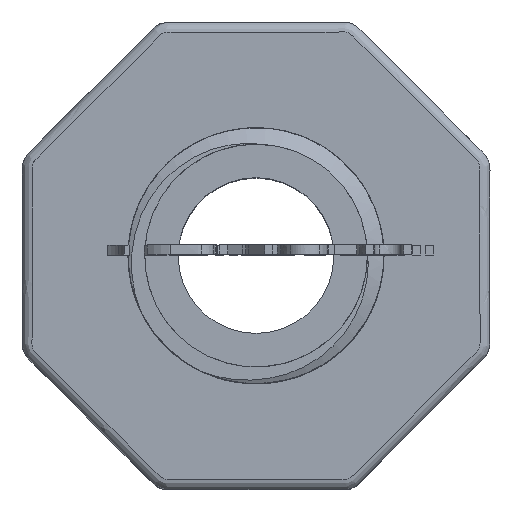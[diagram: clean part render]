
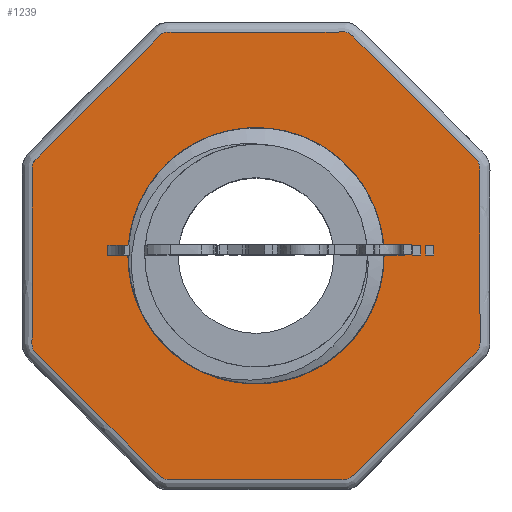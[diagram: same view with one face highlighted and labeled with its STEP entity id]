
A CAD part, top view. The second image highlights one B-rep face of the part: STEP entity #1239.
In plain terms, the highlighted planar face has unit normal (0, 0, 1).
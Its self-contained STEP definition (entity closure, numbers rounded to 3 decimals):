
#1239=ADVANCED_FACE('',(#1768,#1769),#1545,.F.);
#1545=PLANE('',#5403);
#1742=CIRCLE('',#5401,6.579);
#1743=CIRCLE('',#5402,5.723);
#1768=FACE_BOUND('',#1816,.T.);
#1769=FACE_BOUND('',#1817,.T.);
#1816=EDGE_LOOP('',(#2146));
#1817=EDGE_LOOP('',(#2147,#2148,#2149,#2150));
#2146=ORIENTED_EDGE('',*,*,#4108,.T.);
#2147=ORIENTED_EDGE('',*,*,#4109,.F.);
#2148=ORIENTED_EDGE('',*,*,#4110,.F.);
#2149=ORIENTED_EDGE('',*,*,#4111,.F.);
#2150=ORIENTED_EDGE('',*,*,#4112,.T.);
#3614=VERTEX_POINT('',#6504);
#3615=VERTEX_POINT('',#6511);
#3616=VERTEX_POINT('',#6512);
#3617=VERTEX_POINT('',#6514);
#3618=VERTEX_POINT('',#6521);
#4108=EDGE_CURVE('',#3614,#3614,#4842,.T.);
#4109=EDGE_CURVE('',#3615,#3616,#4843,.T.);
#4110=EDGE_CURVE('',#3617,#3615,#1742,.T.);
#4111=EDGE_CURVE('',#3618,#3617,#4844,.T.);
#4112=EDGE_CURVE('',#3618,#3616,#1743,.T.);
#4842=B_SPLINE_CURVE_WITH_KNOTS('',3,(#6440,#6441,#6442,#6443,#6444,#6445,
#6446,#6447,#6448,#6449,#6450,#6451,#6452,#6453,#6454,#6455,#6456,#6457,
#6458,#6459,#6460,#6461,#6462,#6463,#6464,#6465,#6466,#6467,#6468,#6469,
#6470,#6471,#6472,#6473,#6474,#6475,#6476,#6477,#6478,#6479,#6480,#6481,
#6482,#6483,#6484,#6485,#6486,#6487,#6488,#6489,#6490,#6491,#6492,#6493,
#6494,#6495,#6496,#6497,#6498,#6499,#6500,#6501,#6502,#6503),
 .UNSPECIFIED.,.T.,.F.,(2,2,1,1,2,2,2,1,1,2,2,2,1,1,2,2,1,1,2,2,2,1,1,1,
2,2,2,1,1,1,2,2,1,1,1,2,2,2,1,1,1,2,2,1,1),(-0.008,0.,0.063,
0.094,0.109,0.117,0.125,
0.188,0.219,0.234,0.242,0.25,
0.313,0.344,0.359,0.367,
0.375,0.438,0.469,0.484,
0.492,0.5,0.563,0.594,
0.602,0.609,0.617,0.625,
0.688,0.719,0.734,0.742,
0.75,0.813,0.844,0.859,
0.867,0.875,0.938,0.969,
0.984,0.992,1.,1.063,1.094),
 .UNSPECIFIED.);
#4843=B_SPLINE_CURVE_WITH_KNOTS('',3,(#6505,#6506,#6507,#6508,#6509,#6510),
 .UNSPECIFIED.,.F.,.F.,(4,2,4),(0.,0.5,1.),.UNSPECIFIED.);
#4844=B_SPLINE_CURVE_WITH_KNOTS('',3,(#6515,#6516,#6517,#6518,#6519,#6520),
 .UNSPECIFIED.,.F.,.F.,(4,2,4),(0.,0.5,1.),.UNSPECIFIED.);
#5401=AXIS2_PLACEMENT_3D('',#6513,#5638,#5639);
#5402=AXIS2_PLACEMENT_3D('',#6522,#5640,#5641);
#5403=AXIS2_PLACEMENT_3D('',#6523,#5642,#5643);
#5638=DIRECTION('',(0.,0.,1.));
#5639=DIRECTION('',(1.,0.,0.));
#5640=DIRECTION('',(0.,0.,-1.));
#5641=DIRECTION('',(-1.,0.,0.));
#5642=DIRECTION('',(0.,0.,-1.));
#5643=DIRECTION('',(-1.,0.,0.));
#6440=CARTESIAN_POINT('',(425.794,1172.355,-4.));
#6441=CARTESIAN_POINT('',(424.505,1171.066,-4.));
#6442=CARTESIAN_POINT('',(422.787,1169.348,-4.));
#6443=CARTESIAN_POINT('',(420.781,1167.342,-4.));
#6444=CARTESIAN_POINT('',(419.922,1166.483,-4.));
#6445=CARTESIAN_POINT('',(419.492,1166.053,-4.));
#6446=CARTESIAN_POINT('',(419.348,1165.911,-4.));
#6447=CARTESIAN_POINT('',(419.063,1165.623,-4.));
#6448=CARTESIAN_POINT('',(419.061,1165.404,-4.));
#6449=CARTESIAN_POINT('',(419.061,1163.582,-4.));
#6450=CARTESIAN_POINT('',(419.061,1161.153,-4.));
#6451=CARTESIAN_POINT('',(419.061,1158.319,-4.));
#6452=CARTESIAN_POINT('',(419.061,1157.104,-4.));
#6453=CARTESIAN_POINT('',(419.061,1156.497,-4.));
#6454=CARTESIAN_POINT('',(419.022,1156.283,-4.));
#6455=CARTESIAN_POINT('',(419.187,1155.913,-4.));
#6456=CARTESIAN_POINT('',(419.366,1155.79,-4.));
#6457=CARTESIAN_POINT('',(420.664,1154.492,-4.));
#6458=CARTESIAN_POINT('',(422.394,1152.762,-4.));
#6459=CARTESIAN_POINT('',(424.413,1150.743,-4.));
#6460=CARTESIAN_POINT('',(425.278,1149.878,-4.));
#6461=CARTESIAN_POINT('',(425.711,1149.446,-4.));
#6462=CARTESIAN_POINT('',(425.904,1149.359,-4.));
#6463=CARTESIAN_POINT('',(426.306,1149.359,-4.));
#6464=CARTESIAN_POINT('',(428.11,1149.359,-4.));
#6465=CARTESIAN_POINT('',(430.717,1149.359,-4.));
#6466=CARTESIAN_POINT('',(433.123,1149.359,-4.));
#6467=CARTESIAN_POINT('',(434.327,1149.359,-4.));
#6468=CARTESIAN_POINT('',(434.728,1149.35,-4.));
#6469=CARTESIAN_POINT('',(435.329,1149.363,-4.));
#6470=CARTESIAN_POINT('',(435.487,1149.521,-4.));
#6471=CARTESIAN_POINT('',(435.773,1149.807,-4.));
#6472=CARTESIAN_POINT('',(437.06,1151.094,-4.));
#6473=CARTESIAN_POINT('',(438.919,1152.953,-4.));
#6474=CARTESIAN_POINT('',(440.778,1154.812,-4.));
#6475=CARTESIAN_POINT('',(441.493,1155.527,-4.));
#6476=CARTESIAN_POINT('',(441.779,1155.813,-4.));
#6477=CARTESIAN_POINT('',(441.957,1155.937,-4.));
#6478=CARTESIAN_POINT('',(442.1,1156.312,-4.));
#6479=CARTESIAN_POINT('',(442.061,1156.504,-4.));
#6480=CARTESIAN_POINT('',(442.061,1156.883,-4.));
#6481=CARTESIAN_POINT('',(442.061,1158.592,-4.));
#6482=CARTESIAN_POINT('',(442.061,1161.06,-4.));
#6483=CARTESIAN_POINT('',(442.061,1163.719,-4.));
#6484=CARTESIAN_POINT('',(442.061,1164.858,-4.));
#6485=CARTESIAN_POINT('',(442.061,1165.428,-4.));
#6486=CARTESIAN_POINT('',(442.046,1165.637,-4.));
#6487=CARTESIAN_POINT('',(441.773,1165.911,-4.));
#6488=CARTESIAN_POINT('',(440.541,1167.142,-4.));
#6489=CARTESIAN_POINT('',(438.761,1168.922,-4.));
#6490=CARTESIAN_POINT('',(436.845,1170.838,-4.));
#6491=CARTESIAN_POINT('',(436.024,1171.659,-4.));
#6492=CARTESIAN_POINT('',(435.613,1172.07,-4.));
#6493=CARTESIAN_POINT('',(435.494,1172.239,-4.));
#6494=CARTESIAN_POINT('',(435.144,1172.393,-4.));
#6495=CARTESIAN_POINT('',(434.943,1172.359,-4.));
#6496=CARTESIAN_POINT('',(433.228,1172.359,-4.));
#6497=CARTESIAN_POINT('',(430.942,1172.359,-4.));
#6498=CARTESIAN_POINT('',(428.276,1172.359,-4.));
#6499=CARTESIAN_POINT('',(426.942,1172.359,-4.));
#6500=CARTESIAN_POINT('',(426.371,1172.359,-4.));
#6501=CARTESIAN_POINT('',(425.99,1172.359,-4.));
#6502=CARTESIAN_POINT('',(425.794,1172.355,-4.));
#6503=CARTESIAN_POINT('',(424.505,1171.066,-4.));
#6504=CARTESIAN_POINT('',(425.651,1172.212,-4.));
#6505=CARTESIAN_POINT('',(433.627,1155.038,-4.));
#6506=CARTESIAN_POINT('',(435.474,1156.164,-4.));
#6507=CARTESIAN_POINT('',(436.687,1158.221,-4.));
#6508=CARTESIAN_POINT('',(436.731,1162.563,-4.));
#6509=CARTESIAN_POINT('',(435.53,1164.672,-4.));
#6510=CARTESIAN_POINT('',(433.615,1165.698,-4.));
#6511=CARTESIAN_POINT('',(433.627,1155.038,-4.));
#6512=CARTESIAN_POINT('',(433.615,1165.698,-4.));
#6513=CARTESIAN_POINT('',(430.561,1160.859,-4.));
#6514=CARTESIAN_POINT('',(429.254,1154.411,-4.));
#6515=CARTESIAN_POINT('',(426.274,1164.65,-4.));
#6516=CARTESIAN_POINT('',(424.727,1163.131,-4.));
#6517=CARTESIAN_POINT('',(424.17,1160.742,-4.));
#6518=CARTESIAN_POINT('',(425.41,1156.635,-4.));
#6519=CARTESIAN_POINT('',(427.161,1154.973,-4.));
#6520=CARTESIAN_POINT('',(429.254,1154.411,-4.));
#6521=CARTESIAN_POINT('',(426.274,1164.65,-4.));
#6522=CARTESIAN_POINT('',(430.561,1160.859,-4.));
#6523=CARTESIAN_POINT('',(431.859,1148.859,-4.));
